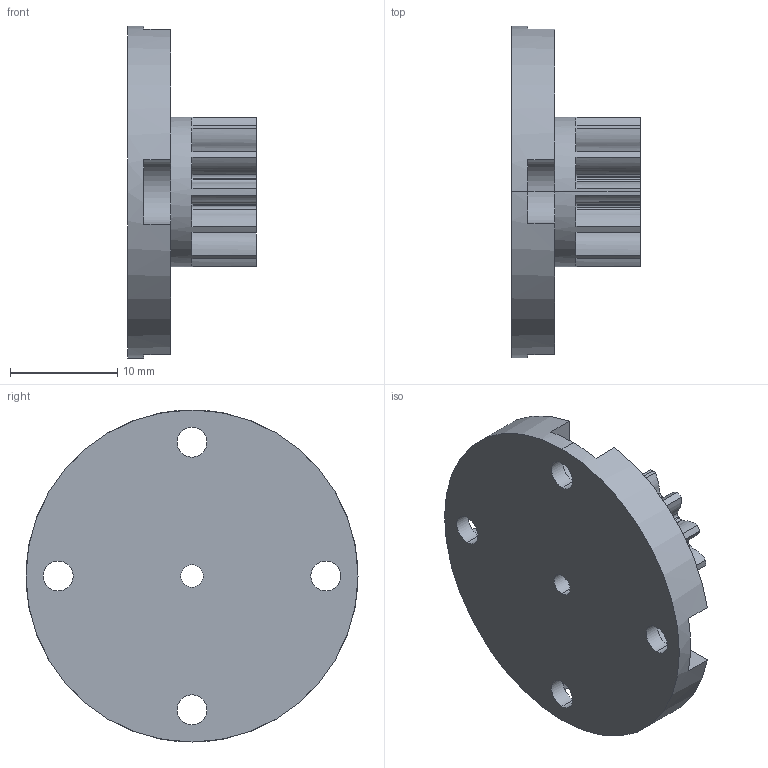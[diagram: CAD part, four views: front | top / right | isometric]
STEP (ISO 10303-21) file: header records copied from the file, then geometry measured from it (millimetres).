
FILE_DESCRIPTION (( 'STEP AP203' ), '1' );
FILE_NAME ('sun_5_12_t.STEP', '2021-03-13T21:19:36', ( '' ), ( '' ), 'SwSTEP 2.0', 'SolidWorks 2020', '' );
FILE_SCHEMA (( 'CONFIG_CONTROL_DESIGN' ));
Length unit declared in the file: millimetre
Products named in the file (1): sun_5_12_t
Bounding box: 12 x 31 x 31 mm (x, y, z)
Volume: 3561 mm3; surface area: 2601.8 mm2
Topology: 1 solids, 1 shells, 113 faces, 327 edges, 218 vertices
Faces by surface type: cylinder 61, plane 28, bspline 24
Entity records: 5284 total; most frequent: CARTESIAN_POINT 2219, ORIENTED_EDGE 654, DIRECTION 613, EDGE_CURVE 327, AXIS2_PLACEMENT_3D 244, VERTEX_POINT 218, CIRCLE 154, EDGE_LOOP 125
